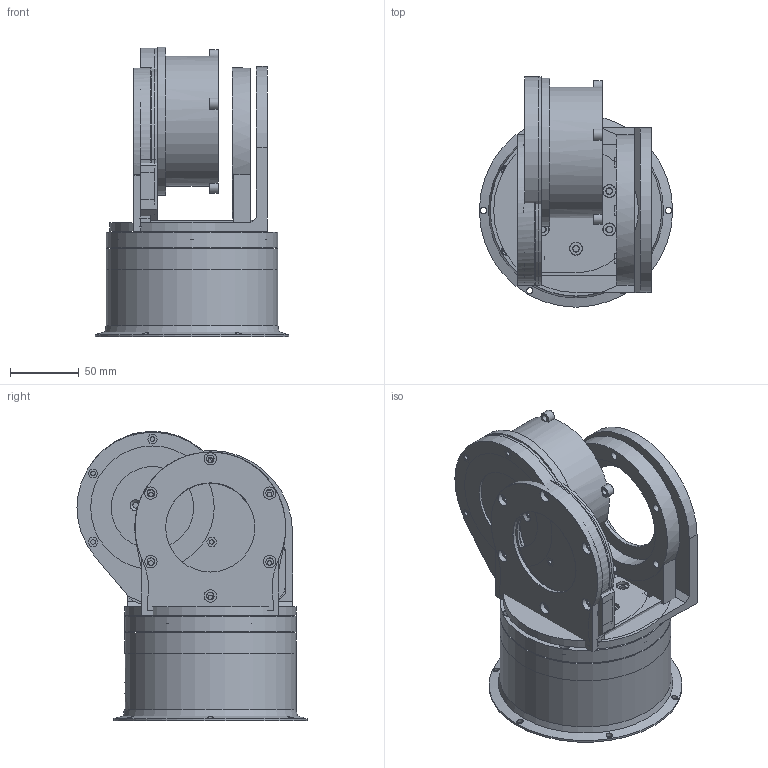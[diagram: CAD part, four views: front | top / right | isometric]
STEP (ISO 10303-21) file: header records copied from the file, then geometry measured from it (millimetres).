
FILE_DESCRIPTION(('FreeCAD Model'),'2;1');
FILE_NAME('Open CASCADE Shape Model','2025-05-05T16:38:47',(''),(''), 'Open CASCADE STEP processor 7.8','FreeCAD','Unknown');
FILE_SCHEMA(('AUTOMOTIVE_DESIGN { 1 0 10303 214 1 1 1 1 }'));
Length unit declared in the file: millimetre
Products named in the file (19): _428base_1_; Body (Inner Cycloid Ring Gear); Separator (Output Shaft); Eccentric Cam (Input shaft); 内摆线电机机体(底部电机）; 分离器输出轴（底部电机）; 偏心凸轮输入宙（底部电机）; 底部电机安装座; 输出轴轴承安装座（底部电机; 底部电机链接; Body008; 底部电机链接001; 底部电机链接(底板）; 底部电机链接(支架）; 底部电机链接(支架）001; 底部电机链接(支架）002; 底部电机链接(支架）jlc; 底部电机链接(底板）001; 底部电机链接(支架）jlc001
Assembly tree (18 placements, depth 2):
  _428base_1_
    Body (Inner Cycloid Ring Gear)
    Separator (Output Shaft)
    Eccentric Cam (Input shaft)
    内摆线电机机体(底部电机）
    分离器输出轴（底部电机）
    偏心凸轮输入宙（底部电机）
    底部电机安装座
    输出轴轴承安装座（底部电机
    底部电机链接
    Body008
    底部电机链接001
    底部电机链接(底板）
    底部电机链接(支架）
    底部电机链接(支架）001
    底部电机链接(支架）002
    底部电机链接(支架）jlc
    底部电机链接(底板）001
    底部电机链接(支架）jlc001
Bounding box: 141 x 167.65 x 211 mm (x, y, z)
Volume: 1376329.4 mm3; surface area: 512255.6 mm2
Topology: 18 solids, 18 shells, 633 faces, 1568 edges, 1032 vertices
Faces by surface type: plane 308, cylinder 293, cone 30, bspline 2
Full cylindrical faces by diameter (mm): 3.3 x12, 4 x9, 4.2 x27, 4.5 x32, 5 x33, 5.4 x1, 5.5 x36, 6 x47, 7 x2, 8 x9, 9 x12, 9.503 x12, 18 x1, 18.5 x1, 50 x1, 56 x1, 60 x1, 65 x3, 66 x1, 70 x3, 72 x2, 80 x1, 85 x6, 90 x4, 93.36 x2, 95 x1, 98.64 x2, 108 x1, 110 x2, 121 x1
Entity records: 57243 total; most frequent: CARTESIAN_POINT 24408, DIRECTION 6045, LINE 3147, VECTOR 3147, ORIENTED_EDGE 3132, PCURVE 3132, DEFINITIONAL_REPRESENTATION 3132, EDGE_CURVE 1566
